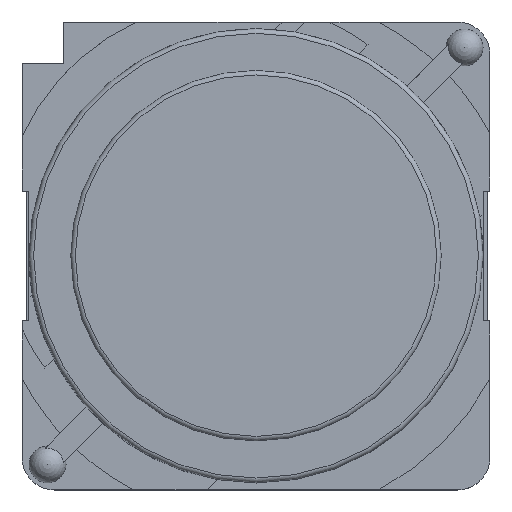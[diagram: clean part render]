
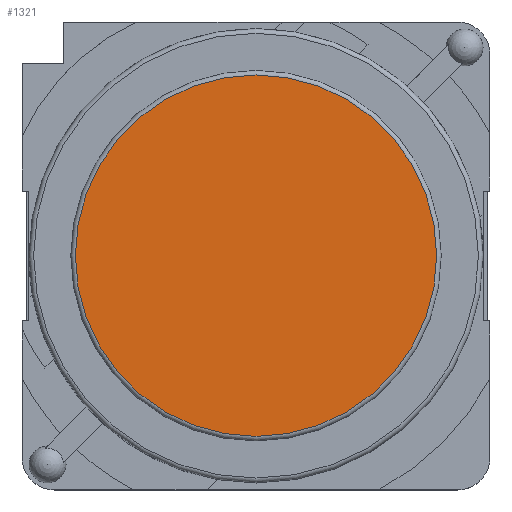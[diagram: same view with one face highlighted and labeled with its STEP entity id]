
A CAD part, top view. The second image highlights one B-rep face of the part: STEP entity #1321.
In plain terms, the highlighted planar face has unit normal (0, 0, 1).
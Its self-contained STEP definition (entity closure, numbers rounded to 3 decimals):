
#13=DIRECTION('',(0.,0.,1.));
#28=DIRECTION('',(1.,0.,0.));
#1308=VERTEX_POINT('',#1309);
#1309=CARTESIAN_POINT('',(3.9,0.,4.5));
#1316=EDGE_CURVE('',#1308,#1308,#1317,.T.);
#1317=CIRCLE('',#1318,3.9);
#1318=AXIS2_PLACEMENT_3D('',#1319,#13,#28);
#1319=CARTESIAN_POINT('',(0.,0.,4.5));
#1321=ADVANCED_FACE('',(#1322),#1325,.T.);
#1322=FACE_BOUND('',#1323,.T.);
#1323=EDGE_LOOP('',(#1324));
#1324=ORIENTED_EDGE('',*,*,#1316,.T.);
#1325=PLANE('',#1318);
